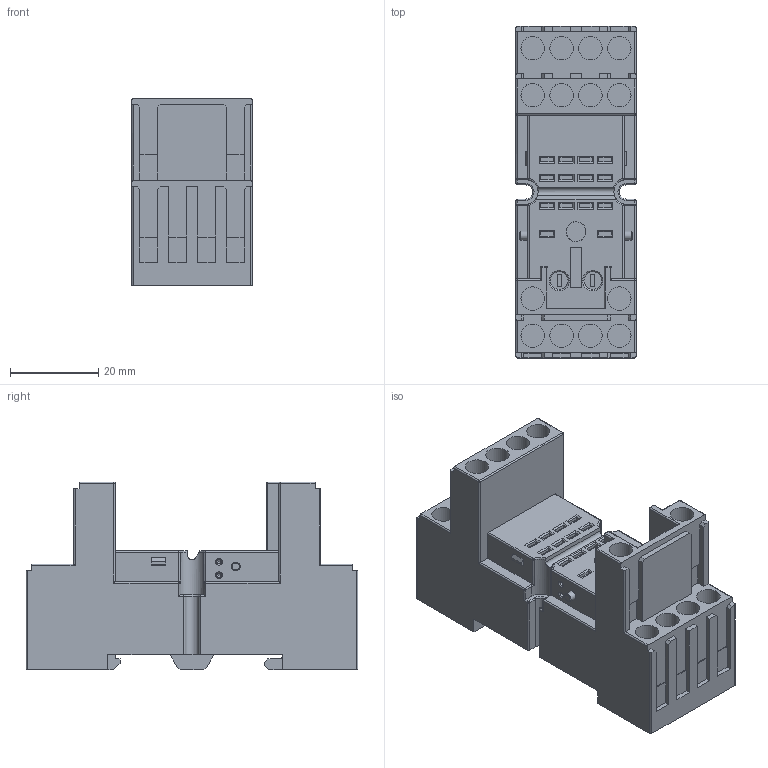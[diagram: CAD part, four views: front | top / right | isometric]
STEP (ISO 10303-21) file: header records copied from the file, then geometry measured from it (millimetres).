
FILE_DESCRIPTION(/* description */ (''),/* implementation_level */ '2;1');
FILE_NAME(/* name */ '3d_HR6XS42.stp',/* time_stamp */ '2018-11-13T08:10:34+01:00',/* author */ ('Andrzej'),/* organization */ (''),/* preprocessor_version */ 'ST-DEVELOPER v16.13',/* originating_system */ 'AutoCAD Mechanical',/* authorisation */ '');
FILE_SCHEMA (('AUTOMOTIVE_DESIGN { 1 0 10303 214 3 1 1 }'));
Length unit declared in the file: millimetre
Products named in the file (1): Product
Bounding box: 27.2 x 75.2 x 42.6 mm (x, y, z)
Volume: 51266.7 mm3; surface area: 15065.3 mm2
Topology: 1 solids, 1 shells, 508 faces, 1538 edges, 1305 vertices
Faces by surface type: plane 367, cylinder 99, sphere 20, cone 12, torus 10
Full cylindrical faces by diameter (mm): 1 x4, 2 x2, 4 x2, 4.5 x1, 5.3 x14
Entity records: 16778 total; most frequent: CARTESIAN_POINT 3443, DIRECTION 2737, ORIENTED_EDGE 2418, LINE 1211, VECTOR 1211, EDGE_CURVE 1209, VERTEX_POINT 778, AXIS2_PLACEMENT_3D 763
